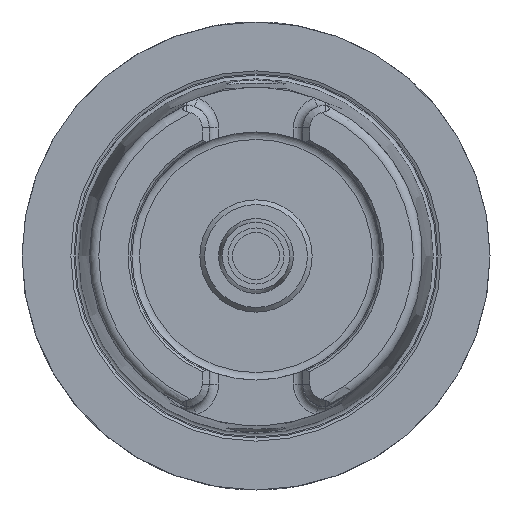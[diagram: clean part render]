
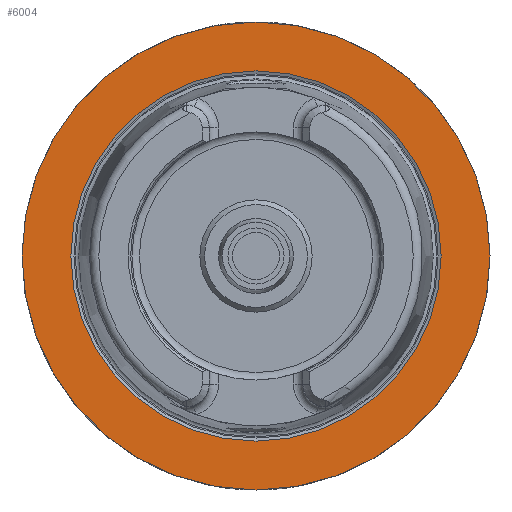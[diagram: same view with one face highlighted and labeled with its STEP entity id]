
A CAD part, left-side view. The second image highlights one B-rep face of the part: STEP entity #6004.
In plain terms, the highlighted planar face has unit normal (-1, 0, 0).
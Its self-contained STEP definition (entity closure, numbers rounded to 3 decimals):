
#5120=CARTESIAN_POINT('',(0.,50.0,0.0));
#5121=VERTEX_POINT('',#5120);
#5122=CARTESIAN_POINT('',(0.,0.,0.0));
#5123=DIRECTION('',(1.0,0.0,0.0));
#5124=DIRECTION('',(0.0,1.0,0.0));
#5125=AXIS2_PLACEMENT_3D('',#5122,#5123,#5124);
#5126=CIRCLE('',#5125,50.0);
#5127=EDGE_CURVE('',#5121,#5121,#5126,.T.);
#5978=CARTESIAN_POINT('',(0.,39.55,0.0));
#5979=VERTEX_POINT('',#5978);
#5980=CARTESIAN_POINT('',(0.,0.,0.0));
#5981=DIRECTION('',(1.0,0.0,0.0));
#5982=DIRECTION('',(0.0,1.0,0.0));
#5983=AXIS2_PLACEMENT_3D('',#5980,#5981,#5982);
#5984=CIRCLE('',#5983,39.55);
#5985=EDGE_CURVE('',#5979,#5979,#5984,.T.);
#5993=CARTESIAN_POINT('',(0.,44.775,0.0));
#5994=DIRECTION('',(-1.0,0.0,0.0));
#5995=DIRECTION('',(0.0,0.0,1.0));
#5996=AXIS2_PLACEMENT_3D('',#5993,#5994,#5995);
#5997=PLANE('',#5996);
#5998=ORIENTED_EDGE('',*,*,#5127,.F.);
#5999=EDGE_LOOP('',(#5998));
#6000=FACE_OUTER_BOUND('',#5999,.T.);
#6001=ORIENTED_EDGE('',*,*,#5985,.T.);
#6002=EDGE_LOOP('',(#6001));
#6003=FACE_BOUND('',#6002,.T.);
#6004=ADVANCED_FACE('',(#6000,#6003),#5997,.T.);
